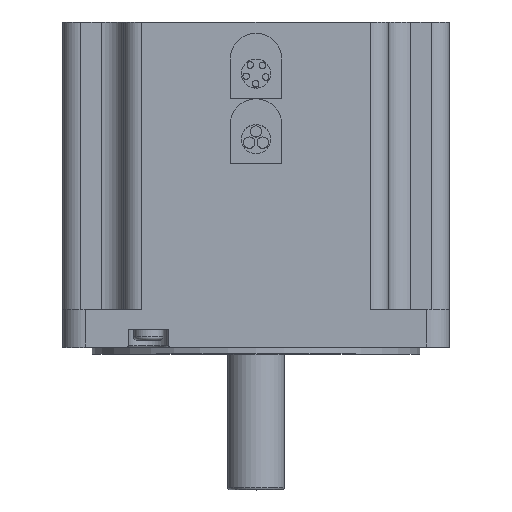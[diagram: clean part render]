
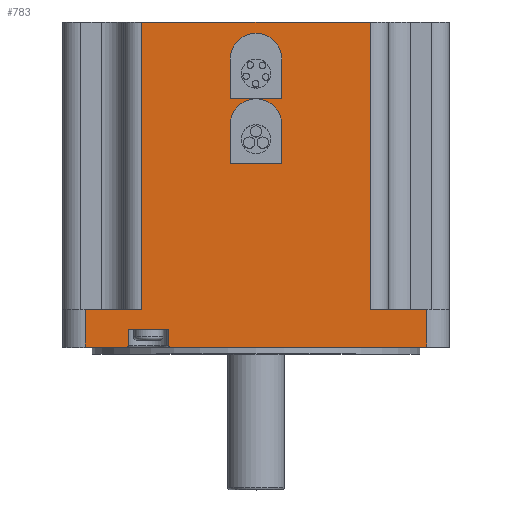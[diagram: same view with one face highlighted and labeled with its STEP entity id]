
A CAD part, top view. The second image highlights one B-rep face of the part: STEP entity #783.
In plain terms, the highlighted planar face has unit normal (0, 0, 1).
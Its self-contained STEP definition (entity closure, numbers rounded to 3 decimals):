
#783 = ADVANCED_FACE( '', ( #1663, #1664, #1665 ), #1666, .T. );
#1663 = FACE_BOUND( '', #2556, .T. );
#1664 = FACE_BOUND( '', #2557, .T. );
#1665 = FACE_OUTER_BOUND( '', #2558, .T. );
#1666 = PLANE( '', #2559 );
#2556 = EDGE_LOOP( '', ( #4708, #4709, #4710, #4711 ) );
#2557 = EDGE_LOOP( '', ( #4712, #4713, #4714, #4715 ) );
#2558 = EDGE_LOOP( '', ( #4716, #4717, #4718, #4719, #4720, #4721, #4722, #4723, #4724, #4725, #4726, #4727, #4728, #4729 ) );
#2559 = AXIS2_PLACEMENT_3D( '', #4730, #4731, #4732 );
#4708 = ORIENTED_EDGE( '', *, *, #5510, .T. );
#4709 = ORIENTED_EDGE( '', *, *, #5722, .T. );
#4710 = ORIENTED_EDGE( '', *, *, #5725, .T. );
#4711 = ORIENTED_EDGE( '', *, *, #4950, .T. );
#4712 = ORIENTED_EDGE( '', *, *, #4902, .T. );
#4713 = ORIENTED_EDGE( '', *, *, #5062, .T. );
#4714 = ORIENTED_EDGE( '', *, *, #5619, .T. );
#4715 = ORIENTED_EDGE( '', *, *, #5277, .T. );
#4716 = ORIENTED_EDGE( '', *, *, #5275, .T. );
#4717 = ORIENTED_EDGE( '', *, *, #5570, .T. );
#4718 = ORIENTED_EDGE( '', *, *, #5640, .F. );
#4719 = ORIENTED_EDGE( '', *, *, #5578, .T. );
#4720 = ORIENTED_EDGE( '', *, *, #5420, .T. );
#4721 = ORIENTED_EDGE( '', *, *, #5472, .F. );
#4722 = ORIENTED_EDGE( '', *, *, #5699, .T. );
#4723 = ORIENTED_EDGE( '', *, *, #5551, .T. );
#4724 = ORIENTED_EDGE( '', *, *, #5186, .T. );
#4725 = ORIENTED_EDGE( '', *, *, #5449, .T. );
#4726 = ORIENTED_EDGE( '', *, *, #5643, .F. );
#4727 = ORIENTED_EDGE( '', *, *, #5647, .T. );
#4728 = ORIENTED_EDGE( '', *, *, #5678, .F. );
#4729 = ORIENTED_EDGE( '', *, *, #5035, .F. );
#4730 = CARTESIAN_POINT( '', ( 43., 8.4, 43. ) );
#4731 = DIRECTION( '', ( 0., 0., 1. ) );
#4732 = DIRECTION( '', ( 1., 0., 0. ) );
#4902 = EDGE_CURVE( '', #5782, #5783, #5784, .T. );
#4950 = EDGE_CURVE( '', #5869, #5870, #5871, .T. );
#5035 = EDGE_CURVE( '', #6023, #6024, #6025, .T. );
#5062 = EDGE_CURVE( '', #5783, #6069, #6070, .T. );
#5186 = EDGE_CURVE( '', #6273, #6271, #6274, .T. );
#5275 = EDGE_CURVE( '', #6023, #6414, #6416, .T. );
#5277 = EDGE_CURVE( '', #6418, #5782, #6419, .T. );
#5420 = EDGE_CURVE( '', #6635, #6636, #6637, .T. );
#5449 = EDGE_CURVE( '', #6271, #6675, #6677, .T. );
#5472 = EDGE_CURVE( '', #6708, #6636, #6710, .T. );
#5510 = EDGE_CURVE( '', #5870, #6761, #6762, .T. );
#5551 = EDGE_CURVE( '', #6811, #6273, #6812, .T. );
#5570 = EDGE_CURVE( '', #6414, #6834, #6836, .T. );
#5578 = EDGE_CURVE( '', #6845, #6635, #6846, .F. );
#5619 = EDGE_CURVE( '', #6069, #6418, #6900, .T. );
#5640 = EDGE_CURVE( '', #6845, #6834, #6926, .T. );
#5643 = EDGE_CURVE( '', #6929, #6675, #6931, .T. );
#5647 = EDGE_CURVE( '', #6929, #6937, #6938, .T. );
#5678 = EDGE_CURVE( '', #6024, #6937, #6974, .T. );
#5699 = EDGE_CURVE( '', #6708, #6811, #6997, .T. );
#5722 = EDGE_CURVE( '', #6761, #7023, #7024, .T. );
#5725 = EDGE_CURVE( '', #7023, #5869, #7027, .T. );
#5782 = VERTEX_POINT( '', #7089 );
#5783 = VERTEX_POINT( '', #7090 );
#5784 = LINE( '', #7091, #7092 );
#5869 = VERTEX_POINT( '', #7213 );
#5870 = VERTEX_POINT( '', #7214 );
#5871 = LINE( '', #7215, #7216 );
#6023 = VERTEX_POINT( '', #7426 );
#6024 = VERTEX_POINT( '', #7427 );
#6025 = LINE( '', #7428, #7429 );
#6069 = VERTEX_POINT( '', #7486 );
#6070 = LINE( '', #7487, #7488 );
#6271 = VERTEX_POINT( '', #7751 );
#6273 = VERTEX_POINT( '', #7753 );
#6274 = LINE( '', #7754, #7755 );
#6414 = VERTEX_POINT( '', #7952 );
#6416 = LINE( '', #7955, #7956 );
#6418 = VERTEX_POINT( '', #7958 );
#6419 = LINE( '', #7959, #7960 );
#6635 = VERTEX_POINT( '', #8257 );
#6636 = VERTEX_POINT( '', #8258 );
#6637 = LINE( '', #8259, #8260 );
#6675 = VERTEX_POINT( '', #8307 );
#6677 = LINE( '', #8309, #8310 );
#6708 = VERTEX_POINT( '', #8350 );
#6710 = LINE( '', #8352, #8353 );
#6761 = VERTEX_POINT( '', #8424 );
#6762 = LINE( '', #8425, #8426 );
#6811 = VERTEX_POINT( '', #8496 );
#6812 = LINE( '', #8497, #8498 );
#6834 = VERTEX_POINT( '', #8525 );
#6836 = CIRCLE( '', #8528, 0.3 );
#6845 = VERTEX_POINT( '', #8541 );
#6846 = LINE( '', #8542, #8543 );
#6900 = CIRCLE( '', #8622, 5.75 );
#6926 = LINE( '', #8659, #8660 );
#6929 = VERTEX_POINT( '', #8663 );
#6931 = LINE( '', #8666, #8667 );
#6937 = VERTEX_POINT( '', #8673 );
#6938 = CIRCLE( '', #8674, 0.3 );
#6974 = LINE( '', #8722, #8723 );
#6997 = LINE( '', #8753, #8754 );
#7023 = VERTEX_POINT( '', #8787 );
#7024 = LINE( '', #8788, #8789 );
#7027 = CIRCLE( '', #8793, 5.75 );
#7089 = CARTESIAN_POINT( '', ( 5.75, 55.4, 43. ) );
#7090 = CARTESIAN_POINT( '', ( -5.75, 55.4, 43. ) );
#7091 = CARTESIAN_POINT( '', ( 5.75, 55.4, 43. ) );
#7092 = VECTOR( '', #8851, 1000. );
#7213 = CARTESIAN_POINT( '', ( 5.75, 49.55, 43. ) );
#7214 = CARTESIAN_POINT( '', ( 5.75, 40.8, 43. ) );
#7215 = CARTESIAN_POINT( '', ( 5.75, 49.55, 43. ) );
#7216 = VECTOR( '', #8897, 1000. );
#7426 = CARTESIAN_POINT( '', ( -19.5, 4., 43. ) );
#7427 = CARTESIAN_POINT( '', ( -28.5, 4., 43. ) );
#7428 = CARTESIAN_POINT( '', ( -19.5, 4., 43. ) );
#7429 = VECTOR( '', #8995, 1000. );
#7486 = CARTESIAN_POINT( '', ( -5.75, 64.15, 43. ) );
#7487 = CARTESIAN_POINT( '', ( -5.75, 55.4, 43. ) );
#7488 = VECTOR( '', #9027, 1000. );
#7751 = CARTESIAN_POINT( '', ( -38., 8.4, 43. ) );
#7753 = CARTESIAN_POINT( '', ( -25.5, 8.4, 43. ) );
#7754 = CARTESIAN_POINT( '', ( 43., 8.4, 43. ) );
#7755 = VECTOR( '', #9186, 1000. );
#7952 = CARTESIAN_POINT( '', ( -19.5, 0.3, 43. ) );
#7955 = CARTESIAN_POINT( '', ( -19.5, 4., 43. ) );
#7956 = VECTOR( '', #9278, 1000. );
#7958 = CARTESIAN_POINT( '', ( 5.75, 64.15, 43. ) );
#7959 = CARTESIAN_POINT( '', ( 5.75, 64.15, 43. ) );
#7960 = VECTOR( '', #9279, 1000. );
#8257 = CARTESIAN_POINT( '', ( 38., 8.4, 43. ) );
#8258 = CARTESIAN_POINT( '', ( 25.5, 8.4, 43. ) );
#8259 = CARTESIAN_POINT( '', ( 43., 8.4, 43. ) );
#8260 = VECTOR( '', #9433, 1000. );
#8307 = CARTESIAN_POINT( '', ( -38., 0., 43. ) );
#8309 = CARTESIAN_POINT( '', ( -38., 8.4, 43. ) );
#8310 = VECTOR( '', #9470, 1000. );
#8350 = CARTESIAN_POINT( '', ( 25.5, 72.4, 43. ) );
#8352 = CARTESIAN_POINT( '', ( 25.5, 72.4, 43. ) );
#8353 = VECTOR( '', #9498, 1000. );
#8424 = CARTESIAN_POINT( '', ( -5.75, 40.8, 43. ) );
#8425 = CARTESIAN_POINT( '', ( 5.75, 40.8, 43. ) );
#8426 = VECTOR( '', #9537, 1000. );
#8496 = CARTESIAN_POINT( '', ( -25.5, 72.4, 43. ) );
#8497 = CARTESIAN_POINT( '', ( -25.5, 72.4, 43. ) );
#8498 = VECTOR( '', #9562, 1000. );
#8525 = CARTESIAN_POINT( '', ( -19.2, 0., 43. ) );
#8528 = AXIS2_PLACEMENT_3D( '', #9581, #9582, #9583 );
#8541 = CARTESIAN_POINT( '', ( 38., 0., 43. ) );
#8542 = CARTESIAN_POINT( '', ( 38., 8.4, 43. ) );
#8543 = VECTOR( '', #9588, 1000. );
#8622 = AXIS2_PLACEMENT_3D( '', #9623, #9624, #9625 );
#8659 = CARTESIAN_POINT( '', ( 43., 0., 43. ) );
#8660 = VECTOR( '', #9646, 1000. );
#8663 = CARTESIAN_POINT( '', ( -28.8, 0., 43. ) );
#8666 = CARTESIAN_POINT( '', ( 43., 0., 43. ) );
#8667 = VECTOR( '', #9651, 1000. );
#8673 = CARTESIAN_POINT( '', ( -28.5, 0.3, 43. ) );
#8674 = AXIS2_PLACEMENT_3D( '', #9658, #9659, #9660 );
#8722 = CARTESIAN_POINT( '', ( -28.5, 4., 43. ) );
#8723 = VECTOR( '', #9685, 1000. );
#8753 = CARTESIAN_POINT( '', ( 25.5, 72.4, 43. ) );
#8754 = VECTOR( '', #9705, 1000. );
#8787 = CARTESIAN_POINT( '', ( -5.75, 49.55, 43. ) );
#8788 = CARTESIAN_POINT( '', ( -5.75, 40.8, 43. ) );
#8789 = VECTOR( '', #9719, 1000. );
#8793 = AXIS2_PLACEMENT_3D( '', #9721, #9722, #9723 );
#8851 = DIRECTION( '', ( -1., 0., 0. ) );
#8897 = DIRECTION( '', ( 0., -1., 0. ) );
#8995 = DIRECTION( '', ( -1., 0., 0. ) );
#9027 = DIRECTION( '', ( 0., 1., 0. ) );
#9186 = DIRECTION( '', ( -1., 0., 0. ) );
#9278 = DIRECTION( '', ( 0., -1., 0. ) );
#9279 = DIRECTION( '', ( 0., -1., 0. ) );
#9433 = DIRECTION( '', ( -1., 0., 0. ) );
#9470 = DIRECTION( '', ( 0., -1., 0. ) );
#9498 = DIRECTION( '', ( 0., -1., 0. ) );
#9537 = DIRECTION( '', ( -1., 0., 0. ) );
#9562 = DIRECTION( '', ( 0., -1., 0. ) );
#9581 = CARTESIAN_POINT( '', ( -19.2, 0.3, 43. ) );
#9582 = DIRECTION( '', ( 0., 0., 1. ) );
#9583 = DIRECTION( '', ( 1., 0., 0. ) );
#9588 = DIRECTION( '', ( 0., -1., 0. ) );
#9623 = CARTESIAN_POINT( '', ( 0., 64.15, 43. ) );
#9624 = DIRECTION( '', ( 0., 0., -1. ) );
#9625 = DIRECTION( '', ( -1., 0., 0. ) );
#9646 = DIRECTION( '', ( -1., 0., 0. ) );
#9651 = DIRECTION( '', ( -1., 0., 0. ) );
#9658 = CARTESIAN_POINT( '', ( -28.8, 0.3, 43. ) );
#9659 = DIRECTION( '', ( 0., 0., 1. ) );
#9660 = DIRECTION( '', ( 1., 0., 0. ) );
#9685 = DIRECTION( '', ( 0., -1., 0. ) );
#9705 = DIRECTION( '', ( -1., 0., 0. ) );
#9719 = DIRECTION( '', ( 0., 1., 0. ) );
#9721 = CARTESIAN_POINT( '', ( 0., 49.55, 43. ) );
#9722 = DIRECTION( '', ( 0., 0., -1. ) );
#9723 = DIRECTION( '', ( -1., 0., 0. ) );
